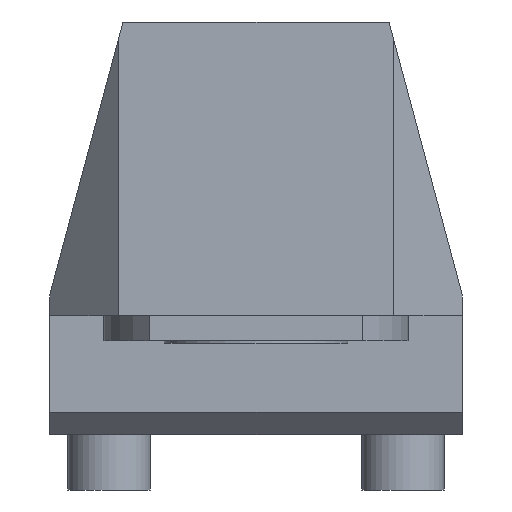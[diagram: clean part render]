
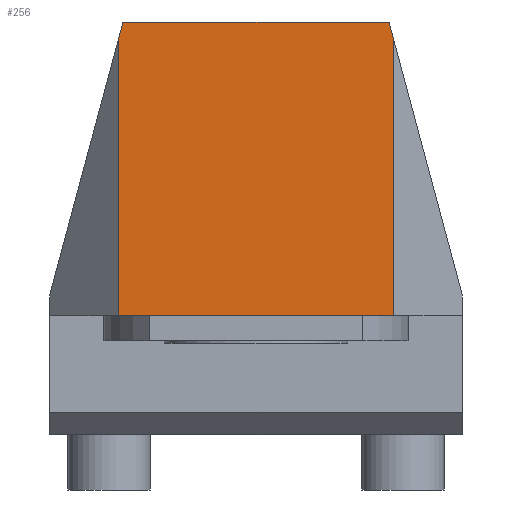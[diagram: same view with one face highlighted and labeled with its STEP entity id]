
A CAD part, left-side view. The second image highlights one B-rep face of the part: STEP entity #256.
In plain terms, the highlighted planar face has unit normal (-1, 0, 0).
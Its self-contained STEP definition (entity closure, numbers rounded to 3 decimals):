
#46=FACE_OUTER_BOUND('',#367,.T.);
#75=PLANE('',#824);
#117=LINE('',#1373,#186);
#121=LINE('',#1382,#190);
#122=LINE('',#1385,#191);
#123=LINE('',#1387,#192);
#124=LINE('',#1389,#193);
#125=LINE('',#1390,#194);
#186=VECTOR('',#949,1.);
#190=VECTOR('',#955,1.);
#191=VECTOR('',#956,1.);
#192=VECTOR('',#957,1.);
#193=VECTOR('',#958,1.);
#194=VECTOR('',#959,1.);
#256=ADVANCED_FACE('',(#46),#75,.F.);
#367=EDGE_LOOP('',(#466,#467,#468,#469,#470,#471));
#466=ORIENTED_EDGE('',*,*,#711,.F.);
#467=ORIENTED_EDGE('',*,*,#712,.F.);
#468=ORIENTED_EDGE('',*,*,#713,.F.);
#469=ORIENTED_EDGE('',*,*,#714,.F.);
#470=ORIENTED_EDGE('',*,*,#707,.T.);
#471=ORIENTED_EDGE('',*,*,#715,.F.);
#629=VERTEX_POINT('',#1374);
#630=VERTEX_POINT('',#1375);
#633=VERTEX_POINT('',#1383);
#634=VERTEX_POINT('',#1384);
#635=VERTEX_POINT('',#1386);
#636=VERTEX_POINT('',#1388);
#707=EDGE_CURVE('',#629,#630,#117,.T.);
#711=EDGE_CURVE('',#633,#634,#121,.T.);
#712=EDGE_CURVE('',#635,#633,#122,.T.);
#713=EDGE_CURVE('',#636,#635,#123,.T.);
#714=EDGE_CURVE('',#629,#636,#124,.T.);
#715=EDGE_CURVE('',#634,#630,#125,.T.);
#824=AXIS2_PLACEMENT_3D('',#1391,#960,#961);
#949=DIRECTION('',(0.,0.,-1.));
#955=DIRECTION('',(0.,0.,-1.));
#956=DIRECTION('',(0.,-0.259,-0.966));
#957=DIRECTION('',(0.,-1.,0.));
#958=DIRECTION('',(0.,-0.259,0.966));
#959=DIRECTION('',(0.,1.,0.));
#960=DIRECTION('',(1.,0.,0.));
#961=DIRECTION('',(0.,0.,1.));
#1373=CARTESIAN_POINT('',(-79.,30.,169.944));
#1374=CARTESIAN_POINT('',(-79.,30.,56.268));
#1375=CARTESIAN_POINT('',(-79.,30.,-4.));
#1382=CARTESIAN_POINT('',(-79.,-30.,169.944));
#1383=CARTESIAN_POINT('',(-79.,-30.,56.268));
#1384=CARTESIAN_POINT('',(-79.,-30.,-4.));
#1385=CARTESIAN_POINT('',(-79.,-45.,0.287));
#1386=CARTESIAN_POINT('',(-79.,-29.,60.));
#1387=CARTESIAN_POINT('',(-79.,-45.,60.));
#1388=CARTESIAN_POINT('',(-79.,29.,60.));
#1389=CARTESIAN_POINT('',(-79.,45.,0.287));
#1390=CARTESIAN_POINT('',(-79.,-45.,-4.));
#1391=CARTESIAN_POINT('',(-79.,30.,169.944));
